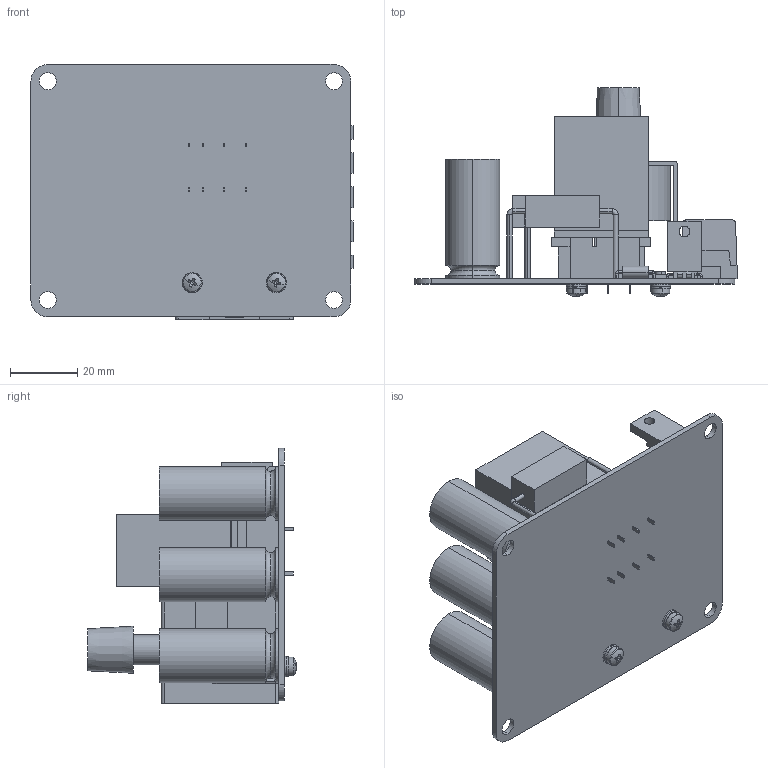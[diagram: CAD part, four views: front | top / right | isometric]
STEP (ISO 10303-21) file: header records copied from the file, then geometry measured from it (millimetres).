
FILE_DESCRIPTION (( 'STEP AP203' ), '1' );
FILE_NAME ('DG-07.STEP', '2025-10-30T06:36:22', ( '' ), ( '' ), 'SwSTEP 2.0', 'SolidWorks 2024', '' );
FILE_SCHEMA (( 'CONFIG_CONTROL_DESIGN' ));
Length unit declared in the file: millimetre
Products named in the file (1): DG-07
Bounding box: 95.65 x 61.95 x 75.81 mm (x, y, z)
Volume: 91217 mm3; surface area: 42565.2 mm2
Topology: 1 solids, 1 shells, 636 faces, 1666 edges, 1062 vertices
Faces by surface type: plane 408, cylinder 134, torus 48, cone 26, sphere 20
Entity records: 19697 total; most frequent: CARTESIAN_POINT 3705, DIRECTION 3344, ORIENTED_EDGE 3324, EDGE_CURVE 1662, AXIS2_PLACEMENT_3D 1129, LINE 1086, VECTOR 1086, VERTEX_POINT 1062
